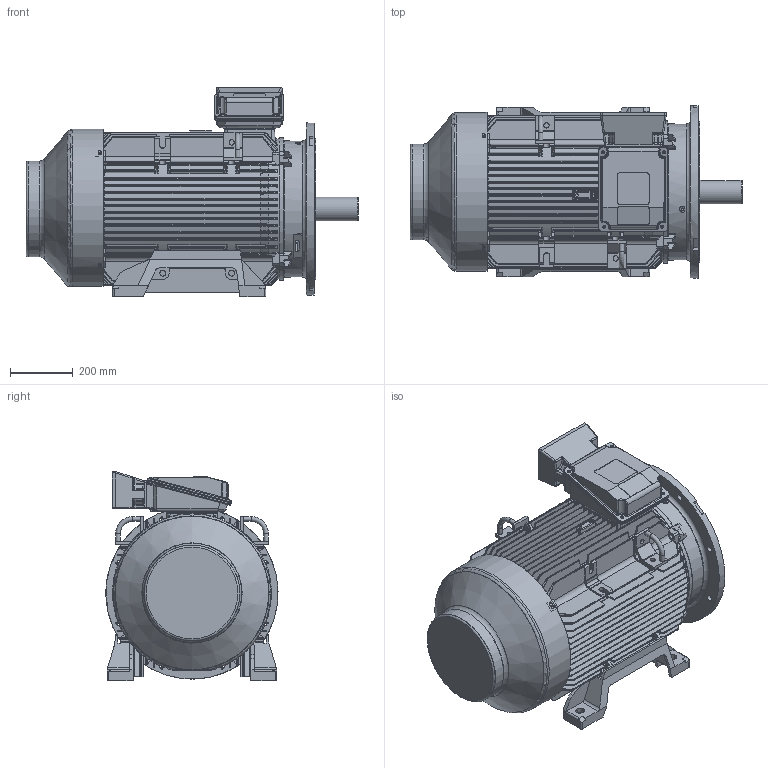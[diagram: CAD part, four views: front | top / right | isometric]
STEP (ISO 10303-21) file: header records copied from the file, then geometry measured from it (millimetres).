
FILE_DESCRIPTION( ( 'Unknown' ), '1' );
FILE_NAME( 'WP-DF280ME B35 4P.stp', 'Unknown', ( 'Unknown' ), ( 'Unknown' ), 'PSStep 17.0.49', 'Unknown', ' ' );
FILE_SCHEMA( ( 'AUTOMOTIVE_DESIGN { 1 0 10303 214 1 1 1 1 }' ) );
Length unit declared in the file: millimetre
Products named in the file (3): Assem1; 1; w1rhd_sm_original
Assembly tree (2 placements, depth 2):
  Assem1
    1
    w1rhd_sm_original
Bounding box: 1060.49 x 549.67 x 668.5 mm (x, y, z)
Volume: 28846186.6 mm3; surface area: 6852894.4 mm2
Topology: 2 solids, 3 shells, 5410 faces, 14021 edges, 8488 vertices
Faces by surface type: cylinder 1739, plane 1537, bspline 1239, torus 391, cone 275, sphere 229
Full cylindrical faces by diameter (mm): 6.985 x8, 8 x9, 8.782 x1, 8.985 x1, 9 x8, 10 x12, 14.188 x14, 15 x8, 17 x4, 17.5 x1, 19 x32, 20 x1, 21 x1, 75.02 x1, 86.325 x1, 89.98 x2, 190 x1, 228 x1, 303 x1, 306.2 x1, 380 x1, 419 x1, 419.6 x1, 435 x4, 450 x1, 550 x1
Entity records: 360692 total; most frequent: CARTESIAN_POINT 194773, ORIENTED_EDGE 27124, DIRECTION 24248, EDGE_CURVE 13562, AXIS2_PLACEMENT_3D 9533, VERTEX_POINT 8345, EDGE_LOOP 5730, FACE_OUTER_BOUND 5534
